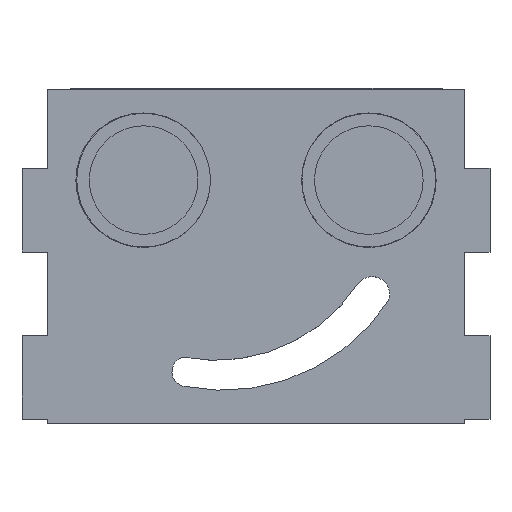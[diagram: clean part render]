
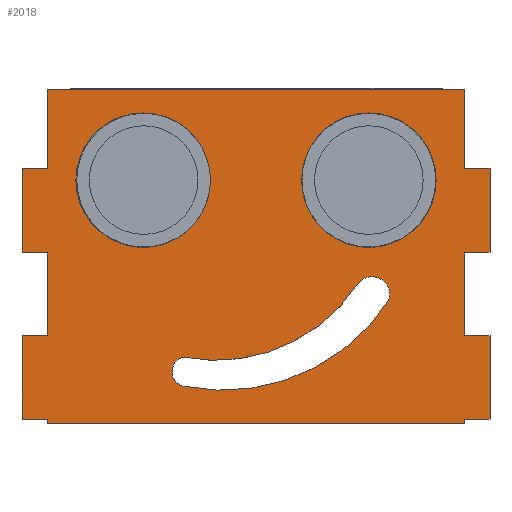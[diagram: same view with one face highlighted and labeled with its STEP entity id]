
A CAD part, top view. The second image highlights one B-rep face of the part: STEP entity #2018.
In plain terms, the highlighted planar face has unit normal (0, 0, 1).
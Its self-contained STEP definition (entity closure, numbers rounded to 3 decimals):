
#83=FACE_BOUND('',#329,.T.);
#84=FACE_BOUND('',#330,.T.);
#85=FACE_BOUND('',#331,.T.);
#126=PLANE('',#2249);
#217=FACE_OUTER_BOUND('',#328,.T.);
#328=EDGE_LOOP('',(#1516,#1517,#1518,#1519,#1520,#1521,#1522,#1523,#1524,
#1525,#1526,#1527,#1528,#1529,#1530,#1531,#1532,#1533,#1534,#1535));
#329=EDGE_LOOP('',(#1536,#1537,#1538,#1539));
#330=EDGE_LOOP('',(#1540));
#331=EDGE_LOOP('',(#1541));
#444=LINE('',#2982,#674);
#447=LINE('',#2988,#677);
#450=LINE('',#2994,#680);
#453=LINE('',#3000,#683);
#456=LINE('',#3006,#686);
#459=LINE('',#3012,#689);
#462=LINE('',#3018,#692);
#465=LINE('',#3024,#695);
#468=LINE('',#3030,#698);
#471=LINE('',#3036,#701);
#474=LINE('',#3042,#704);
#477=LINE('',#3048,#707);
#480=LINE('',#3054,#710);
#483=LINE('',#3060,#713);
#486=LINE('',#3066,#716);
#489=LINE('',#3072,#719);
#492=LINE('',#3078,#722);
#495=LINE('',#3084,#725);
#498=LINE('',#3090,#728);
#501=LINE('',#3094,#731);
#674=VECTOR('',#2425,10.);
#677=VECTOR('',#2430,10.);
#680=VECTOR('',#2435,10.);
#683=VECTOR('',#2440,10.);
#686=VECTOR('',#2445,10.);
#689=VECTOR('',#2450,10.);
#692=VECTOR('',#2455,10.);
#695=VECTOR('',#2460,10.);
#698=VECTOR('',#2465,10.);
#701=VECTOR('',#2470,10.);
#704=VECTOR('',#2475,10.);
#707=VECTOR('',#2480,10.);
#710=VECTOR('',#2485,10.);
#713=VECTOR('',#2490,10.);
#716=VECTOR('',#2495,10.);
#719=VECTOR('',#2500,10.);
#722=VECTOR('',#2505,10.);
#725=VECTOR('',#2510,10.);
#728=VECTOR('',#2515,10.);
#731=VECTOR('',#2520,10.);
#897=CIRCLE('',#2213,2.11);
#899=CIRCLE('',#2216,20.363);
#901=CIRCLE('',#2219,1.802);
#903=CIRCLE('',#2222,23.648);
#904=CIRCLE('',#2224,8.05);
#906=CIRCLE('',#2227,8.05);
#948=VERTEX_POINT('',#2943);
#949=VERTEX_POINT('',#2945);
#951=VERTEX_POINT('',#2951);
#953=VERTEX_POINT('',#2957);
#954=VERTEX_POINT('',#2964);
#956=VERTEX_POINT('',#2970);
#960=VERTEX_POINT('',#2979);
#961=VERTEX_POINT('',#2981);
#963=VERTEX_POINT('',#2987);
#965=VERTEX_POINT('',#2993);
#967=VERTEX_POINT('',#2999);
#969=VERTEX_POINT('',#3005);
#971=VERTEX_POINT('',#3011);
#973=VERTEX_POINT('',#3017);
#975=VERTEX_POINT('',#3023);
#977=VERTEX_POINT('',#3029);
#979=VERTEX_POINT('',#3035);
#981=VERTEX_POINT('',#3041);
#983=VERTEX_POINT('',#3047);
#985=VERTEX_POINT('',#3053);
#987=VERTEX_POINT('',#3059);
#989=VERTEX_POINT('',#3065);
#991=VERTEX_POINT('',#3071);
#993=VERTEX_POINT('',#3077);
#995=VERTEX_POINT('',#3083);
#997=VERTEX_POINT('',#3089);
#1134=EDGE_CURVE('',#949,#948,#897,.T.);
#1137=EDGE_CURVE('',#951,#949,#899,.T.);
#1140=EDGE_CURVE('',#953,#951,#901,.T.);
#1143=EDGE_CURVE('',#948,#953,#903,.T.);
#1144=EDGE_CURVE('',#954,#954,#904,.T.);
#1147=EDGE_CURVE('',#956,#956,#906,.T.);
#1152=EDGE_CURVE('',#961,#960,#444,.T.);
#1155=EDGE_CURVE('',#963,#961,#447,.T.);
#1158=EDGE_CURVE('',#965,#963,#450,.T.);
#1161=EDGE_CURVE('',#967,#965,#453,.T.);
#1164=EDGE_CURVE('',#969,#967,#456,.T.);
#1167=EDGE_CURVE('',#971,#969,#459,.T.);
#1170=EDGE_CURVE('',#973,#971,#462,.T.);
#1173=EDGE_CURVE('',#975,#973,#465,.T.);
#1176=EDGE_CURVE('',#977,#975,#468,.T.);
#1179=EDGE_CURVE('',#979,#977,#471,.T.);
#1182=EDGE_CURVE('',#981,#979,#474,.T.);
#1185=EDGE_CURVE('',#983,#981,#477,.T.);
#1188=EDGE_CURVE('',#985,#983,#480,.T.);
#1191=EDGE_CURVE('',#987,#985,#483,.T.);
#1194=EDGE_CURVE('',#989,#987,#486,.T.);
#1197=EDGE_CURVE('',#991,#989,#489,.T.);
#1200=EDGE_CURVE('',#993,#991,#492,.T.);
#1203=EDGE_CURVE('',#995,#993,#495,.T.);
#1206=EDGE_CURVE('',#997,#995,#498,.T.);
#1209=EDGE_CURVE('',#960,#997,#501,.T.);
#1516=ORIENTED_EDGE('',*,*,#1209,.T.);
#1517=ORIENTED_EDGE('',*,*,#1206,.T.);
#1518=ORIENTED_EDGE('',*,*,#1203,.T.);
#1519=ORIENTED_EDGE('',*,*,#1200,.T.);
#1520=ORIENTED_EDGE('',*,*,#1197,.T.);
#1521=ORIENTED_EDGE('',*,*,#1194,.T.);
#1522=ORIENTED_EDGE('',*,*,#1191,.T.);
#1523=ORIENTED_EDGE('',*,*,#1188,.T.);
#1524=ORIENTED_EDGE('',*,*,#1185,.T.);
#1525=ORIENTED_EDGE('',*,*,#1182,.T.);
#1526=ORIENTED_EDGE('',*,*,#1179,.T.);
#1527=ORIENTED_EDGE('',*,*,#1176,.T.);
#1528=ORIENTED_EDGE('',*,*,#1173,.T.);
#1529=ORIENTED_EDGE('',*,*,#1170,.T.);
#1530=ORIENTED_EDGE('',*,*,#1167,.T.);
#1531=ORIENTED_EDGE('',*,*,#1164,.T.);
#1532=ORIENTED_EDGE('',*,*,#1161,.T.);
#1533=ORIENTED_EDGE('',*,*,#1158,.T.);
#1534=ORIENTED_EDGE('',*,*,#1155,.T.);
#1535=ORIENTED_EDGE('',*,*,#1152,.T.);
#1536=ORIENTED_EDGE('',*,*,#1140,.T.);
#1537=ORIENTED_EDGE('',*,*,#1137,.T.);
#1538=ORIENTED_EDGE('',*,*,#1134,.T.);
#1539=ORIENTED_EDGE('',*,*,#1143,.T.);
#1540=ORIENTED_EDGE('',*,*,#1144,.T.);
#1541=ORIENTED_EDGE('',*,*,#1147,.T.);
#2018=ADVANCED_FACE('',(#217,#83,#84,#85),#126,.T.);
#2213=AXIS2_PLACEMENT_3D('',#2946,#2384,#2385);
#2216=AXIS2_PLACEMENT_3D('',#2952,#2391,#2392);
#2219=AXIS2_PLACEMENT_3D('',#2958,#2398,#2399);
#2222=AXIS2_PLACEMENT_3D('',#2962,#2405,#2406);
#2224=AXIS2_PLACEMENT_3D('',#2965,#2409,#2410);
#2227=AXIS2_PLACEMENT_3D('',#2971,#2416,#2417);
#2249=AXIS2_PLACEMENT_3D('',#3095,#2521,#2522);
#2384=DIRECTION('center_axis',(0.,0.,-1.));
#2385=DIRECTION('ref_axis',(-0.928,0.372,0.));
#2391=DIRECTION('center_axis',(0.,0.,1.));
#2392=DIRECTION('ref_axis',(-0.194,-0.981,0.));
#2398=DIRECTION('center_axis',(0.,0.,-1.));
#2399=DIRECTION('ref_axis',(0.278,-0.96,0.));
#2405=DIRECTION('center_axis',(0.,0.,-1.));
#2406=DIRECTION('ref_axis',(0.197,0.98,0.));
#2409=DIRECTION('center_axis',(0.,0.,-1.));
#2410=DIRECTION('ref_axis',(-1.,0.,0.));
#2416=DIRECTION('center_axis',(0.,0.,-1.));
#2417=DIRECTION('ref_axis',(-1.,0.,0.));
#2425=DIRECTION('',(0.,1.,0.));
#2430=DIRECTION('',(-1.,0.,0.));
#2435=DIRECTION('',(0.,1.,0.));
#2440=DIRECTION('',(1.,0.,0.));
#2445=DIRECTION('',(0.,1.,0.));
#2450=DIRECTION('',(-1.,0.,0.));
#2455=DIRECTION('',(0.,1.,0.));
#2460=DIRECTION('',(1.,0.,0.));
#2465=DIRECTION('',(0.,1.,0.));
#2470=DIRECTION('',(1.,0.,0.));
#2475=DIRECTION('',(0.,-1.,0.));
#2480=DIRECTION('',(1.,0.,0.));
#2485=DIRECTION('',(0.,-1.,0.));
#2490=DIRECTION('',(-1.,0.,0.));
#2495=DIRECTION('',(0.,-1.,0.));
#2500=DIRECTION('',(1.,0.,0.));
#2505=DIRECTION('',(0.,-1.,0.));
#2510=DIRECTION('',(-1.,0.,0.));
#2515=DIRECTION('',(0.,-1.,0.));
#2520=DIRECTION('',(-1.,0.,0.));
#2521=DIRECTION('center_axis',(0.,0.,1.));
#2522=DIRECTION('ref_axis',(1.,0.,0.));
#2943=CARTESIAN_POINT('',(15.847,-5.31,2.5));
#2945=CARTESIAN_POINT('',(12.23,-3.22,2.5));
#2946=CARTESIAN_POINT('Origin',(13.889,-4.524,2.5));
#2951=CARTESIAN_POINT('',(-8.757,-12.049,2.5));
#2952=CARTESIAN_POINT('Origin',(-4.81,7.928,2.5));
#2957=CARTESIAN_POINT('',(-8.611,-15.546,2.5));
#2958=CARTESIAN_POINT('Origin',(-8.255,-13.78,2.5));
#2962=CARTESIAN_POINT('Origin',(-3.942,7.636,2.5));
#2964=CARTESIAN_POINT('',(-5.45,9.122,2.5));
#2965=CARTESIAN_POINT('Origin',(-13.5,9.122,2.5));
#2970=CARTESIAN_POINT('',(21.55,9.122,2.5));
#2971=CARTESIAN_POINT('Origin',(13.5,9.122,2.5));
#2979=CARTESIAN_POINT('',(25.,20.,2.5));
#2981=CARTESIAN_POINT('',(25.,10.53,2.5));
#2982=CARTESIAN_POINT('',(25.,10.53,2.5));
#2987=CARTESIAN_POINT('',(28.,10.53,2.5));
#2988=CARTESIAN_POINT('',(28.,10.53,2.5));
#2993=CARTESIAN_POINT('',(28.,0.53,2.5));
#2994=CARTESIAN_POINT('',(28.,0.53,2.5));
#2999=CARTESIAN_POINT('',(25.,0.53,2.5));
#3000=CARTESIAN_POINT('',(25.,0.53,2.5));
#3005=CARTESIAN_POINT('',(25.,-9.47,2.5));
#3006=CARTESIAN_POINT('',(25.,-9.47,2.5));
#3011=CARTESIAN_POINT('',(28.,-9.47,2.5));
#3012=CARTESIAN_POINT('',(28.,-9.47,2.5));
#3017=CARTESIAN_POINT('',(28.,-19.47,2.5));
#3018=CARTESIAN_POINT('',(28.,-19.47,2.5));
#3023=CARTESIAN_POINT('',(25.,-19.47,2.5));
#3024=CARTESIAN_POINT('',(24.338,-19.47,2.5));
#3029=CARTESIAN_POINT('',(25.,-20.,2.5));
#3030=CARTESIAN_POINT('',(25.,-20.,2.5));
#3035=CARTESIAN_POINT('',(-25.,-20.,2.5));
#3036=CARTESIAN_POINT('',(-25.,-20.,2.5));
#3041=CARTESIAN_POINT('',(-25.,-19.47,2.5));
#3042=CARTESIAN_POINT('',(-25.,-19.47,2.5));
#3047=CARTESIAN_POINT('',(-28.,-19.47,2.5));
#3048=CARTESIAN_POINT('',(-28.,-19.47,2.5));
#3053=CARTESIAN_POINT('',(-28.,-9.47,2.5));
#3054=CARTESIAN_POINT('',(-28.,-9.47,2.5));
#3059=CARTESIAN_POINT('',(-25.,-9.47,2.5));
#3060=CARTESIAN_POINT('',(-25.,-9.47,2.5));
#3065=CARTESIAN_POINT('',(-25.,0.53,2.5));
#3066=CARTESIAN_POINT('',(-25.,0.53,2.5));
#3071=CARTESIAN_POINT('',(-28.,0.53,2.5));
#3072=CARTESIAN_POINT('',(-28.,0.53,2.5));
#3077=CARTESIAN_POINT('',(-28.,10.53,2.5));
#3078=CARTESIAN_POINT('',(-28.,10.53,2.5));
#3083=CARTESIAN_POINT('',(-25.,10.53,2.5));
#3084=CARTESIAN_POINT('',(-25.,10.53,2.5));
#3089=CARTESIAN_POINT('',(-25.,20.,2.5));
#3090=CARTESIAN_POINT('',(-25.,20.,2.5));
#3094=CARTESIAN_POINT('',(25.,20.,2.5));
#3095=CARTESIAN_POINT('Origin',(0.,-0.526,2.5));
